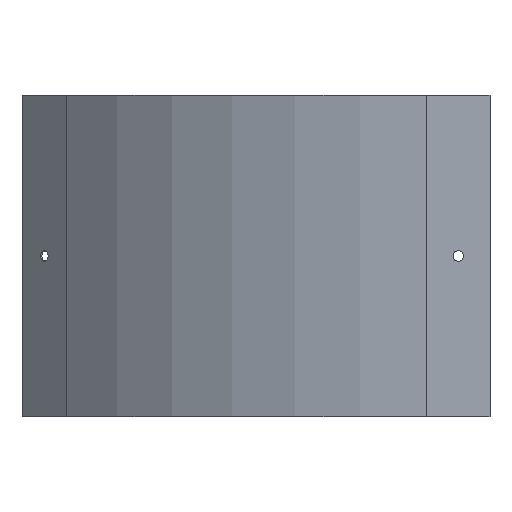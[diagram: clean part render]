
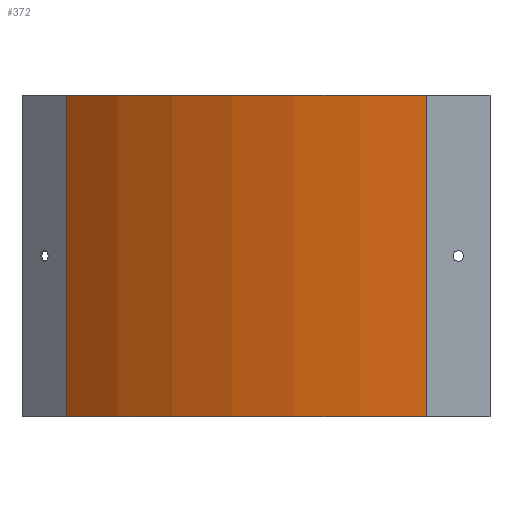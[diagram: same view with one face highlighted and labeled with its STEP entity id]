
A CAD part, left-side view. The second image highlights one B-rep face of the part: STEP entity #372.
In plain terms, the highlighted cylindrical face has radius 240.8 mm (diameter 481.6 mm), a partial arc.
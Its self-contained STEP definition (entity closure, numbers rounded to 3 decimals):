
#2 = CARTESIAN_POINT ( 'NONE',  ( -0.8, 30.048, -151.2 ) ) ;
#23 = CARTESIAN_POINT ( 'NONE',  ( 69.729, 200.319, -151.2 ) ) ;
#28 = DIRECTION ( 'NONE',  ( 0., 0., 1. ) ) ;
#32 = DIRECTION ( 'NONE',  ( 1., 0., 0. ) ) ;
#33 = DIRECTION ( 'NONE',  ( 0., 0., -1. ) ) ;
#34 = CARTESIAN_POINT ( 'NONE',  ( 240., 30.048, 0.8 ) ) ;
#81 = DIRECTION ( 'NONE',  ( 0., 0., -1. ) ) ;
#106 = DIRECTION ( 'NONE',  ( 0., 0., 1. ) ) ;
#129 = CARTESIAN_POINT ( 'NONE',  ( 240., 30.048, -151.2 ) ) ;
#130 = DIRECTION ( 'NONE',  ( 1., 0., 0. ) ) ;
#199 = CARTESIAN_POINT ( 'NONE',  ( 240., 30.048, -151.2 ) ) ;
#202 = DIRECTION ( 'NONE',  ( 0., 0., 1. ) ) ;
#209 = DIRECTION ( 'NONE',  ( 1., 0., 0. ) ) ;
#217 = CARTESIAN_POINT ( 'NONE',  ( 69.729, 200.319, 0.8 ) ) ;
#244 = CARTESIAN_POINT ( 'NONE',  ( -0.8, 30.048, 0.8 ) ) ;
#245 = CARTESIAN_POINT ( 'NONE',  ( -0.8, 30.048, -151.2 ) ) ;
#255 = CARTESIAN_POINT ( 'NONE',  ( 69.729, 200.319, -151.2 ) ) ;
#271 = AXIS2_PLACEMENT_3D ( 'NONE', #129, #81, #130 ) ;
#272 = AXIS2_PLACEMENT_3D ( 'NONE', #199, #202, #209 ) ;
#277 = AXIS2_PLACEMENT_3D ( 'NONE', #34, #33, #32 ) ;
#295 = EDGE_CURVE ( 'NONE', #616, #639, #582, .T. ) ;
#301 = EDGE_CURVE ( 'NONE', #489, #639, #506, .T. ) ;
#307 = EDGE_CURVE ( 'NONE', #515, #616, #549, .T. ) ;
#309 = EDGE_CURVE ( 'NONE', #515, #489, #569, .T. ) ;
#372 = ADVANCED_FACE ( 'NONE', ( #679 ), #668, .T. ) ;
#432 = ORIENTED_EDGE ( 'NONE', *, *, #309, .F. ) ;
#433 = ORIENTED_EDGE ( 'NONE', *, *, #307, .T. ) ;
#434 = ORIENTED_EDGE ( 'NONE', *, *, #295, .T. ) ;
#435 = ORIENTED_EDGE ( 'NONE', *, *, #301, .F. ) ;
#459 = EDGE_LOOP ( 'NONE', ( #434, #435, #432, #433 ) ) ;
#489 = VERTEX_POINT ( 'NONE', #255 ) ;
#506 = LINE ( 'NONE', #23, #541 ) ;
#515 = VERTEX_POINT ( 'NONE', #245 ) ;
#541 = VECTOR ( 'NONE', #28, 1000. ) ;
#549 = LINE ( 'NONE', #2, #568 ) ;
#568 = VECTOR ( 'NONE', #106, 1000. ) ;
#569 = CIRCLE ( 'NONE', #271, 240.8 ) ;
#582 = CIRCLE ( 'NONE', #277, 240.8 ) ;
#616 = VERTEX_POINT ( 'NONE', #244 ) ;
#639 = VERTEX_POINT ( 'NONE', #217 ) ;
#668 = CYLINDRICAL_SURFACE ( 'NONE', #272, 240.8 ) ;
#679 = FACE_OUTER_BOUND ( 'NONE', #459, .T. ) ;
